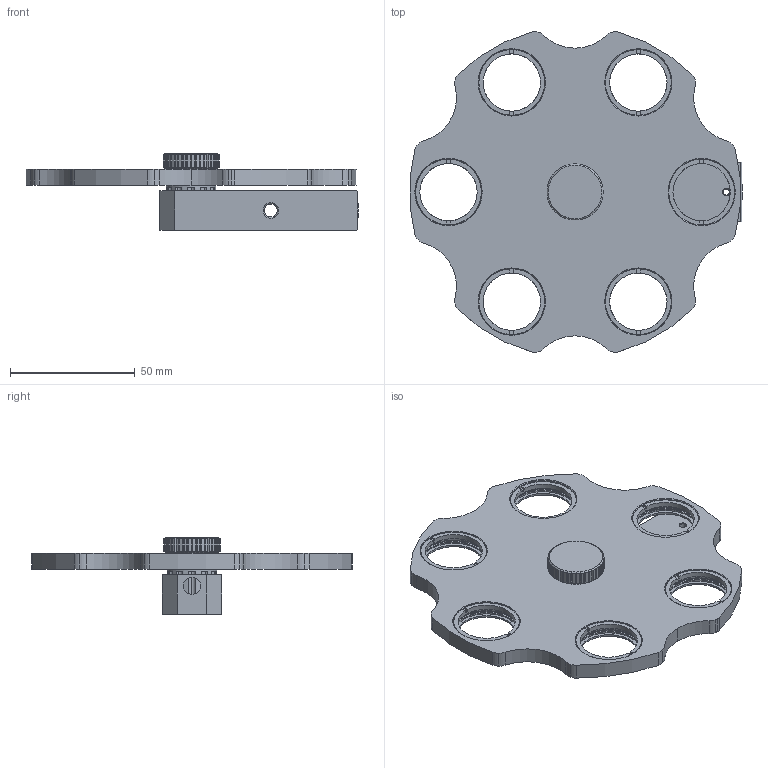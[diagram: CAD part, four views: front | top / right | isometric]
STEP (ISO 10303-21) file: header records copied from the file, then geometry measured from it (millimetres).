
FILE_DESCRIPTION (( 'STEP AP203' ), '1' );
FILE_NAME ('Web Model 56658_Default.step', '2019-06-07T15:18:53', ( '' ), ( '' ), 'SwSTEP 2.0', 'SolidWorks 2018', '' );
FILE_SCHEMA (( 'CONFIG_CONTROL_DESIGN' ));
Length unit declared in the file: millimetre
Products named in the file (1): Web Model 56658_Default
Bounding box: 133.25 x 128.7 x 30.86 mm (x, y, z)
Volume: 93809.1 mm3; surface area: 43017.9 mm2
Topology: 12 solids, 12 shells, 603 faces, 1463 edges, 894 vertices
Faces by surface type: cylinder 242, plane 191, cone 167, bspline 3
Entity records: 18104 total; most frequent: CARTESIAN_POINT 3709, DIRECTION 3192, ORIENTED_EDGE 2908, EDGE_CURVE 1454, AXIS2_PLACEMENT_3D 1329, VERTEX_POINT 894, CIRCLE 728, EDGE_LOOP 662
